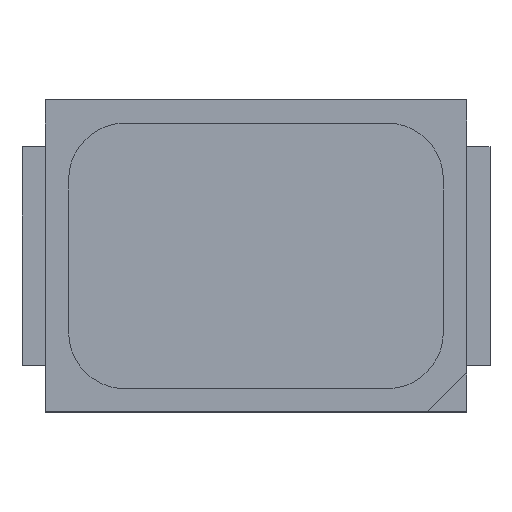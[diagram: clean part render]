
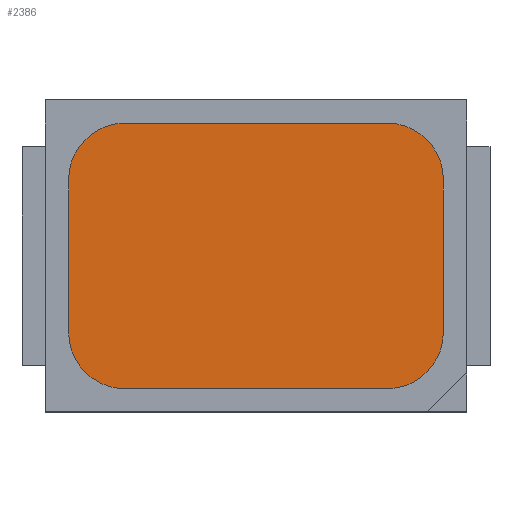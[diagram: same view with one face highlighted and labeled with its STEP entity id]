
A CAD part, top view. The second image highlights one B-rep face of the part: STEP entity #2386.
In plain terms, the highlighted planar face has unit normal (0, 0, 1).
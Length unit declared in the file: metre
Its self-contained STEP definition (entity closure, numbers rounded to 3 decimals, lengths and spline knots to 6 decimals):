
#61=LINE('',#3210,#312);
#63=LINE('',#3253,#314);
#65=LINE('',#3296,#316);
#67=LINE('',#3333,#318);
#312=VECTOR('',#2683,1.);
#314=VECTOR('',#2687,1.);
#316=VECTOR('',#2691,1.);
#318=VECTOR('',#2695,1.);
#567=PLANE('',#2568);
#695=ORIENTED_EDGE('',*,*,#1383,.F.);
#696=ORIENTED_EDGE('',*,*,#1386,.F.);
#697=ORIENTED_EDGE('',*,*,#1388,.F.);
#698=ORIENTED_EDGE('',*,*,#1367,.F.);
#699=ORIENTED_EDGE('',*,*,#1371,.F.);
#700=ORIENTED_EDGE('',*,*,#1374,.F.);
#701=ORIENTED_EDGE('',*,*,#1377,.F.);
#702=ORIENTED_EDGE('',*,*,#1380,.F.);
#1367=EDGE_CURVE('',#1722,#1723,#1956,.F.);
#1371=EDGE_CURVE('',#1725,#1722,#61,.F.);
#1374=EDGE_CURVE('',#1727,#1725,#1961,.F.);
#1377=EDGE_CURVE('',#1729,#1727,#63,.F.);
#1380=EDGE_CURVE('',#1731,#1729,#1965,.F.);
#1383=EDGE_CURVE('',#1733,#1731,#65,.T.);
#1386=EDGE_CURVE('',#1735,#1733,#1969,.F.);
#1388=EDGE_CURVE('',#1723,#1735,#67,.T.);
#1722=VERTEX_POINT('',#3192);
#1723=VERTEX_POINT('',#3197);
#1725=VERTEX_POINT('',#3209);
#1727=VERTEX_POINT('',#3240);
#1729=VERTEX_POINT('',#3252);
#1731=VERTEX_POINT('',#3283);
#1733=VERTEX_POINT('',#3295);
#1735=VERTEX_POINT('',#3326);
#1956=B_SPLINE_CURVE_WITH_KNOTS('',3,(#3193,#3194,#3195,#3196),
 .UNSPECIFIED.,.F.,.F.,(4,4),(0.,1.),.UNSPECIFIED.);
#1961=B_SPLINE_CURVE_WITH_KNOTS('',3,(#3241,#3242,#3243,#3244),
 .UNSPECIFIED.,.F.,.F.,(4,4),(0.,1.),.UNSPECIFIED.);
#1965=B_SPLINE_CURVE_WITH_KNOTS('',3,(#3284,#3285,#3286,#3287),
 .UNSPECIFIED.,.F.,.F.,(4,4),(0.,1.),.UNSPECIFIED.);
#1969=B_SPLINE_CURVE_WITH_KNOTS('',3,(#3327,#3328,#3329,#3330),
 .UNSPECIFIED.,.F.,.F.,(4,4),(0.,1.),.UNSPECIFIED.);
#2055=EDGE_LOOP('',(#695,#696,#697,#698,#699,#700,#701,#702));
#2202=FACE_BOUND('',#2055,.T.);
#2386=ADVANCED_FACE('',(#2202),#567,.T.);
#2568=AXIS2_PLACEMENT_3D('',#3335,#2698,#2699);
#2683=DIRECTION('',(0.,-1.,0.));
#2687=DIRECTION('',(1.,0.,0.));
#2691=DIRECTION('',(0.,-1.,0.));
#2695=DIRECTION('',(1.,0.,0.));
#2698=DIRECTION('',(0.,0.,1.));
#2699=DIRECTION('',(1.,0.,0.));
#3192=CARTESIAN_POINT('',(-0.0012,0.0005,0.00055));
#3193=CARTESIAN_POINT('',(-0.00085,0.00085,0.00055));
#3194=CARTESIAN_POINT('',(-0.001035,0.00085,0.00055));
#3195=CARTESIAN_POINT('',(-0.0012,0.000686,0.00055));
#3196=CARTESIAN_POINT('',(-0.0012,0.0005,0.00055));
#3197=CARTESIAN_POINT('',(-0.00085,0.00085,0.00055));
#3209=CARTESIAN_POINT('',(-0.0012,-0.0005,0.00055));
#3210=CARTESIAN_POINT('',(-0.0012,0.,0.00055));
#3240=CARTESIAN_POINT('',(-0.00085,-0.00085,0.00055));
#3241=CARTESIAN_POINT('',(-0.0012,-0.0005,0.00055));
#3242=CARTESIAN_POINT('',(-0.0012,-0.000685,0.00055));
#3243=CARTESIAN_POINT('',(-0.001036,-0.00085,0.00055));
#3244=CARTESIAN_POINT('',(-0.00085,-0.00085,0.00055));
#3252=CARTESIAN_POINT('',(0.00085,-0.00085,0.00055));
#3253=CARTESIAN_POINT('',(0.,-0.00085,0.00055));
#3283=CARTESIAN_POINT('',(0.0012,-0.0005,0.00055));
#3284=CARTESIAN_POINT('',(0.00085,-0.00085,0.00055));
#3285=CARTESIAN_POINT('',(0.001035,-0.00085,0.00055));
#3286=CARTESIAN_POINT('',(0.0012,-0.000686,0.00055));
#3287=CARTESIAN_POINT('',(0.0012,-0.0005,0.00055));
#3295=CARTESIAN_POINT('',(0.0012,0.0005,0.00055));
#3296=CARTESIAN_POINT('',(0.0012,0.,0.00055));
#3326=CARTESIAN_POINT('',(0.00085,0.00085,0.00055));
#3327=CARTESIAN_POINT('',(0.0012,0.0005,0.00055));
#3328=CARTESIAN_POINT('',(0.0012,0.000685,0.00055));
#3329=CARTESIAN_POINT('',(0.001036,0.00085,0.00055));
#3330=CARTESIAN_POINT('',(0.00085,0.00085,0.00055));
#3333=CARTESIAN_POINT('',(0.,0.00085,0.00055));
#3335=CARTESIAN_POINT('',(0.,0.,0.00055));
